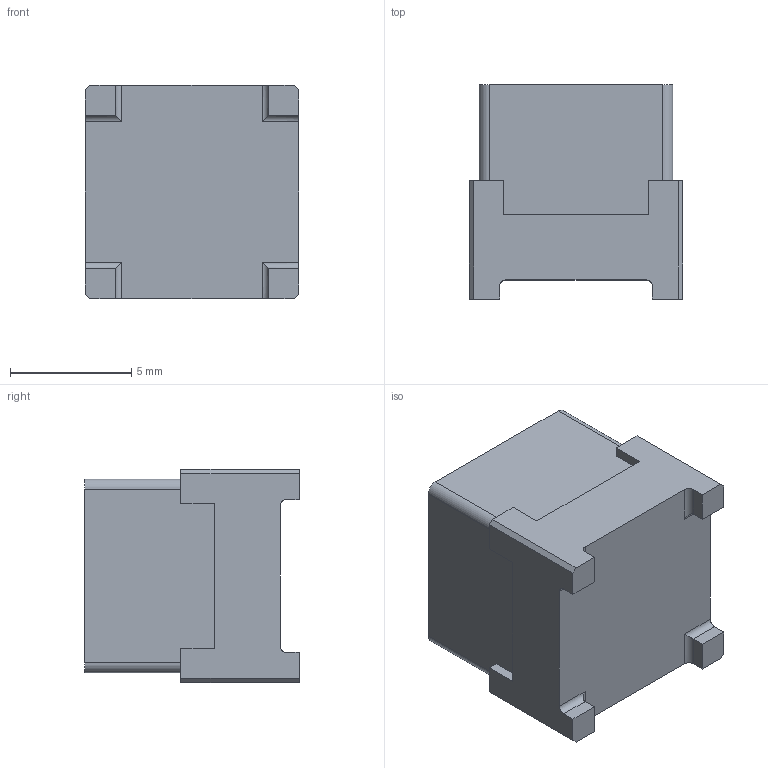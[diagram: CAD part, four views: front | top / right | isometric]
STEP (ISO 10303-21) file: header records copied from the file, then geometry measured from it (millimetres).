
FILE_DESCRIPTION(/* description */ (''),/* implementation_level */ '2;1');
FILE_NAME(/* name */ '_BB25-body.ipt.step',/* time_stamp */ '2015-01-02T18:42:29-08:00',/* author */ ('Philip'),/* organization */ (''),/* preprocessor_version */ 'ST-DEVELOPER v15.6',/* originating_system */ 'Autodesk Inventor 2015',/* authorisation */ '');
FILE_SCHEMA (('AUTOMOTIVE_DESIGN { 1 0 10303 214 3 1 1 }'));
Length unit declared in the file: inch
Products named in the file (1): _BB25-body
Bounding box: 8.79 x 8.84 x 8.79 mm (x, y, z)
Volume: 558.7 mm3; surface area: 438.9 mm2
Topology: 1 solids, 1 shells, 54 faces, 152 edges, 100 vertices
Faces by surface type: plane 42, cylinder 12
Entity records: 1750 total; most frequent: CARTESIAN_POINT 307, ORIENTED_EDGE 304, DIRECTION 282, EDGE_CURVE 152, LINE 132, VECTOR 132, VERTEX_POINT 100, AXIS2_PLACEMENT_3D 75
